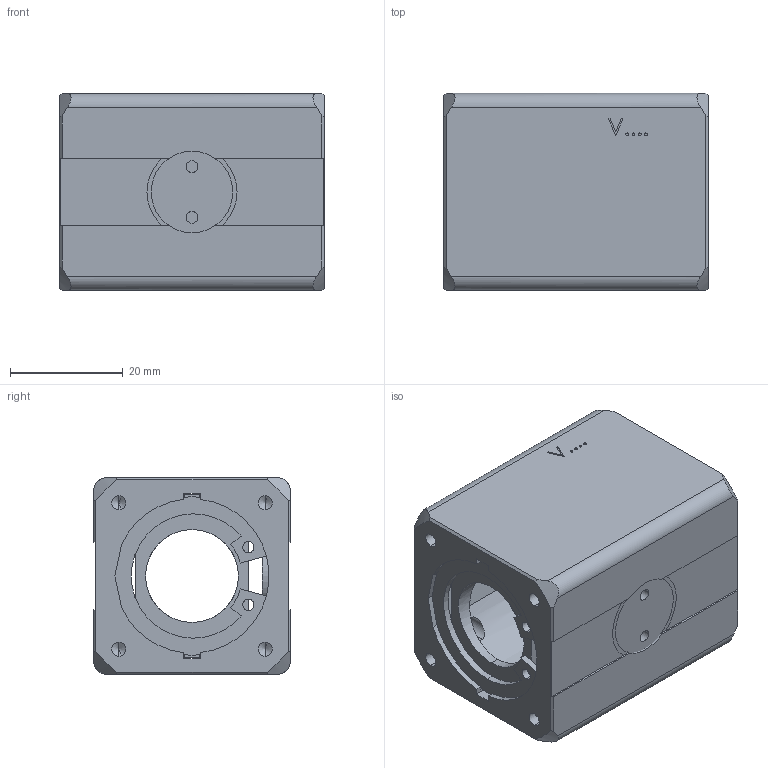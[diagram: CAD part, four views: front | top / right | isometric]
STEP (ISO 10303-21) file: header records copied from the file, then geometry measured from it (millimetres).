
FILE_DESCRIPTION (( 'STEP AP214' ), '1' );
FILE_NAME ('RS3-10-4.STEP', '2019-10-17T09:19:03', ( '' ), ( '' ), 'SwSTEP 2.0', 'SolidWorks 2019', '' );
FILE_SCHEMA (( 'AUTOMOTIVE_DESIGN' ));
Length unit declared in the file: millimetre
Products named in the file (1): RS3-10-4
Bounding box: 47 x 35 x 35 mm (x, y, z)
Volume: 30090.9 mm3; surface area: 16942.7 mm2
Topology: 7 solids, 7 shells, 237 faces, 636 edges, 410 vertices
Faces by surface type: cylinder 99, plane 94, cone 26, bspline 16, torus 2
Entity records: 11017 total; most frequent: CARTESIAN_POINT 2500, ORIENTED_EDGE 1240, DIRECTION 1150, EDGE_CURVE 620, VERTEX_POINT 410, AXIS2_PLACEMENT_3D 408, VECTOR 334, LINE 334
